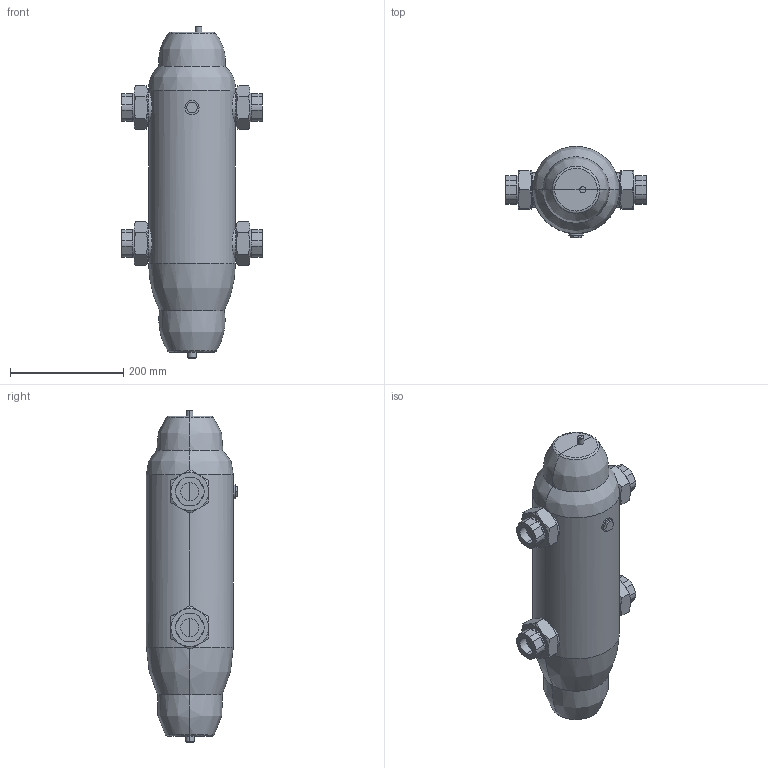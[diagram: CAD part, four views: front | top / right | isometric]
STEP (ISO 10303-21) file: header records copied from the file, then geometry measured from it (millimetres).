
FILE_DESCRIPTION(/* description */ (''),/* implementation_level */ '2;1');
FILE_NAME(/* name */ '549507 (STP).stp',/* time_stamp */ '2017-02-17T13:43:23+01:00',/* author */ ('UFFTEC'),/* organization */ (''),/* preprocessor_version */ 'ST-DEVELOPER v15.2',/* originating_system */ 'Autodesk Inventor 2014',/* authorisation */ '');
FILE_SCHEMA (('AUTOMOTIVE_DESIGN { 1 0 10303 214 3 1 1 }'));
Length unit declared in the file: millimetre
Products named in the file (7): Parte3; Parte5; Parte7; Parte9; Parte11; Parte13; Assieme1
Bounding box: 248 x 161 x 586 mm (x, y, z)
Volume: 12260140 mm3; surface area: 545477 mm2
Topology: 13 solids, 13 shells, 435 faces, 942 edges, 543 vertices
Faces by surface type: plane 205, cylinder 140, cone 62, torus 18, bspline 10
Entity records: 13103 total; most frequent: CARTESIAN_POINT 4009, ORIENTED_EDGE 1884, DIRECTION 1848, EDGE_CURVE 942, AXIS2_PLACEMENT_3D 716, VERTEX_POINT 543, EDGE_LOOP 445, FACE_OUTER_BOUND 435
